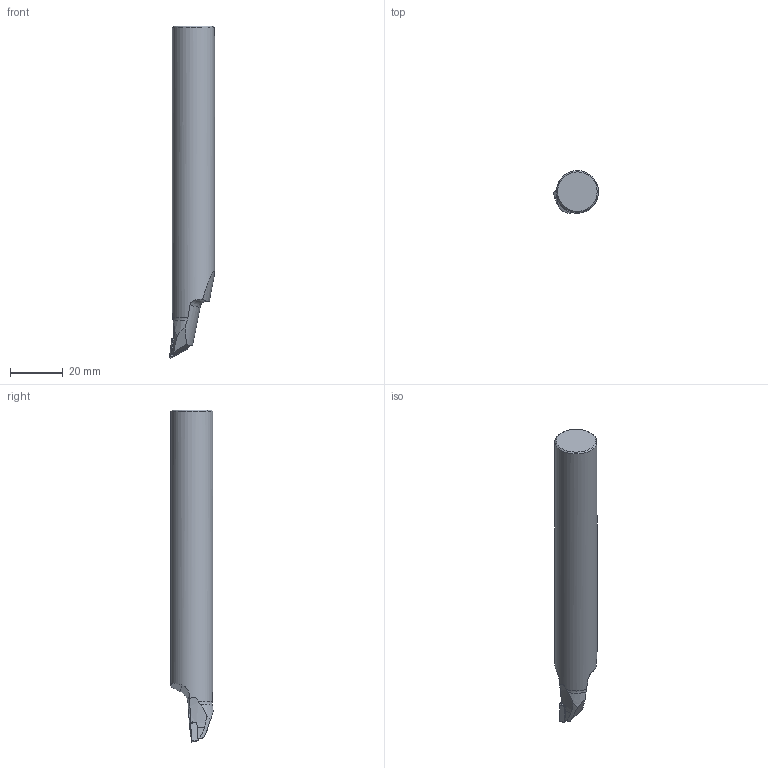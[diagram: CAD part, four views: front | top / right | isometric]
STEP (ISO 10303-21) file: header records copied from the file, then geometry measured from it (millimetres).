
FILE_DESCRIPTION(/* description */ (''),/* implementation_level */ '2;1');
FILE_NAME(/* name */ '1573462754518.stp',/* time_stamp */ '2019-11-11T14:29:30+06:00',/* author */ (''),/* organization */ ('SMS'),/* preprocessor_version */ 'ST-DEVELOPER v16.7',/* originating_system */ 'SIEMENS PLM Software NX 12.0',/* authorisation */ '');
FILE_SCHEMA (('AUTOMOTIVE_DESIGN { 1 0 10303 214 3 1 1 1 }'));
Length unit declared in the file: millimetre
Products named in the file (4): ASSEMBLY_CONSTRUCTION; IsoTurningInsert; 202586664mod000_00; 202586677mod000_00
Assembly tree (3 placements, depth 2):
  202586677mod000_00
    202586664mod000_00
    IsoTurningInsert
    ASSEMBLY_CONSTRUCTION
Bounding box: 17.1 x 16.1 x 126.06 mm (x, y, z)
Volume: 22073.5 mm3; surface area: 6294.3 mm2
Topology: 2 solids, 2 shells, 47 faces, 124 edges, 88 vertices
Faces by surface type: plane 23, cylinder 9, cone 9, torus 6
Full cylindrical faces by diameter (mm): 2.8 x2, 16 x1
Entity records: 1661 total; most frequent: CARTESIAN_POINT 382, DIRECTION 252, ORIENTED_EDGE 216, EDGE_CURVE 108, AXIS2_PLACEMENT_3D 101, VERTEX_POINT 76, EDGE_LOOP 60, LINE 50
